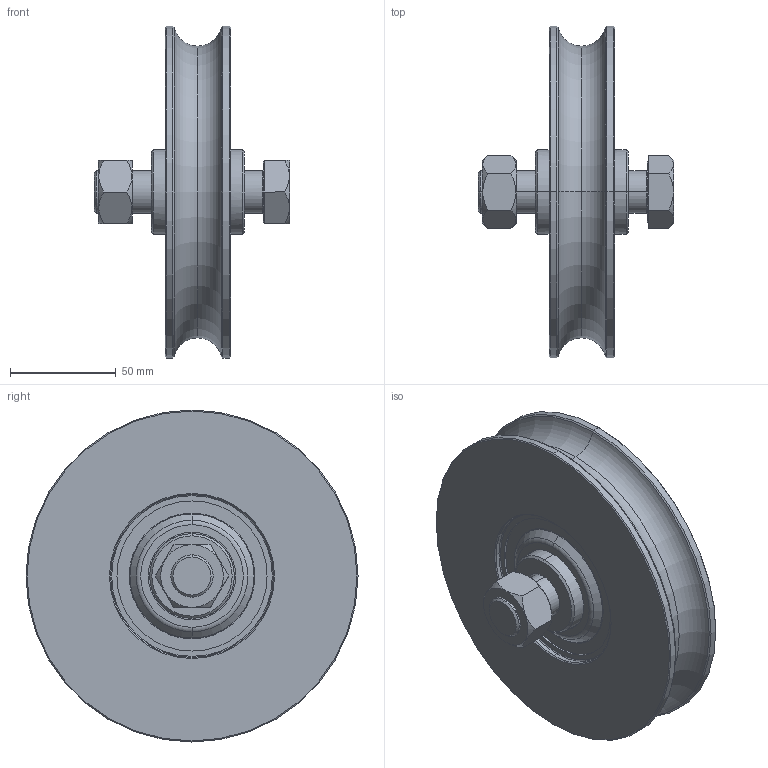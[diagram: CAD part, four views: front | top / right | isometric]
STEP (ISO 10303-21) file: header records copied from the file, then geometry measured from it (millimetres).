
FILE_DESCRIPTION (( 'STEP AP214' ), '1' );
FILE_NAME ('0026883.step', '2021-12-03T06:37:06', ( '' ), ( '' ), 'SwSTEP 2.0', 'SolidWorks 2020', '' );
FILE_SCHEMA (( 'AUTOMOTIVE_DESIGN' ));
Length unit declared in the file: millimetre
Products named in the file (1): 0026883
Bounding box: 92.5 x 157 x 157 mm (x, y, z)
Volume: 547009.6 mm3; surface area: 84652.1 mm2
Topology: 5 solids, 5 shells, 200 faces, 460 edges, 281 vertices
Faces by surface type: plane 76, cone 58, cylinder 44, torus 20, sphere 2
Entity records: 8260 total; most frequent: CARTESIAN_POINT 1362, DIRECTION 1036, ORIENTED_EDGE 920, EDGE_CURVE 460, AXIS2_PLACEMENT_3D 427, VERTEX_POINT 281, CIRCLE 226, EDGE_LOOP 221
